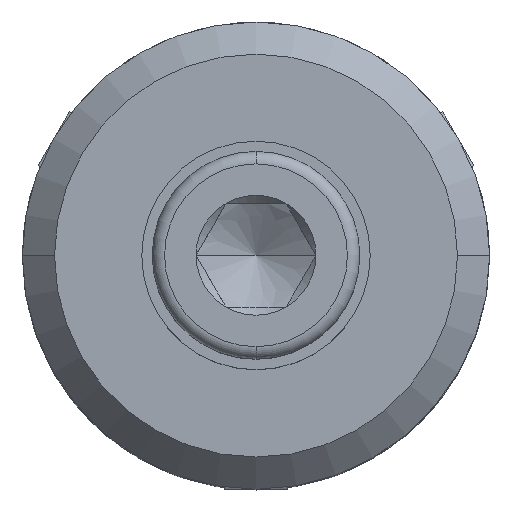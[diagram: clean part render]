
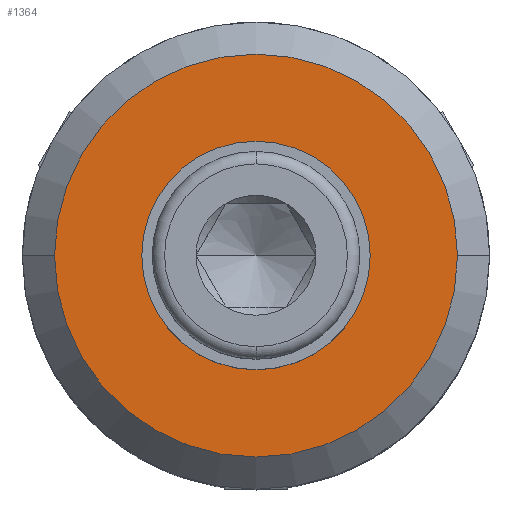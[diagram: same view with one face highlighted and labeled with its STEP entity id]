
A CAD part, top view. The second image highlights one B-rep face of the part: STEP entity #1364.
In plain terms, the highlighted planar face has unit normal (0, 0, 1).
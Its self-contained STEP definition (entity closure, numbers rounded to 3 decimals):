
#886=EDGE_CURVE('',#946,#1192,#2244,.T.);
#946=VERTEX_POINT('',#2312);
#1078=EDGE_CURVE('',#1106,#1174,#2459,.T.);
#1106=VERTEX_POINT('',#2487);
#1174=VERTEX_POINT('',#2560);
#1192=VERTEX_POINT('',#2579);
#1364=ADVANCED_FACE('',(#2772,#2773),#2774,.T.);
#1592=EDGE_CURVE('',#1192,#946,#3030,.T.);
#1838=EDGE_CURVE('',#1174,#1106,#3304,.T.);
#2244=CIRCLE('',#3969,9.7);
#2312=CARTESIAN_POINT('',(9.7,0.0,26.1));
#2459=CIRCLE('',#4337,5.5);
#2487=CARTESIAN_POINT('',(-5.5,0.,26.1));
#2560=CARTESIAN_POINT('',(5.5,0.0,26.1));
#2579=CARTESIAN_POINT('',(-9.7,0.,26.1));
#2772=FACE_OUTER_BOUND('',#4913,.T.);
#2773=FACE_BOUND('',#4914,.T.);
#2774=PLANE('',#4915);
#3030=CIRCLE('',#5405,9.7);
#3304=CIRCLE('',#5864,5.5);
#3969=AXIS2_PLACEMENT_3D('',#6431,#6432,#6433);
#4337=AXIS2_PLACEMENT_3D('',#6724,#6725,#6726);
#4913=EDGE_LOOP('',(#7055,#7056));
#4914=EDGE_LOOP('',(#7057,#7058));
#4915=AXIS2_PLACEMENT_3D('',#7059,#7060,#7061);
#5405=AXIS2_PLACEMENT_3D('',#7369,#7370,#7371);
#5864=AXIS2_PLACEMENT_3D('',#7687,#7688,#7689);
#6431=CARTESIAN_POINT('',(0.0,0.0,26.1));
#6432=DIRECTION('',(0.0,0.,-1.0));
#6433=DIRECTION('',(1.0,0.0,0.0));
#6724=CARTESIAN_POINT('',(0.0,0.0,26.1));
#6725=DIRECTION('',(0.0,0.0,-1.0));
#6726=DIRECTION('',(1.0,0.0,0.0));
#7055=ORIENTED_EDGE('',*,*,#886,.F.);
#7056=ORIENTED_EDGE('',*,*,#1592,.F.);
#7057=ORIENTED_EDGE('',*,*,#1838,.T.);
#7058=ORIENTED_EDGE('',*,*,#1078,.T.);
#7059=CARTESIAN_POINT('',(4.85,0.0,26.1));
#7060=DIRECTION('',(0.0,0.,1.0));
#7061=DIRECTION('',(-1.0,0.0,0.0));
#7369=CARTESIAN_POINT('',(0.0,0.0,26.1));
#7370=DIRECTION('',(0.0,0.,-1.0));
#7371=DIRECTION('',(1.0,0.0,0.0));
#7687=CARTESIAN_POINT('',(0.0,0.0,26.1));
#7688=DIRECTION('',(0.0,0.0,-1.0));
#7689=DIRECTION('',(1.0,0.0,0.0));
